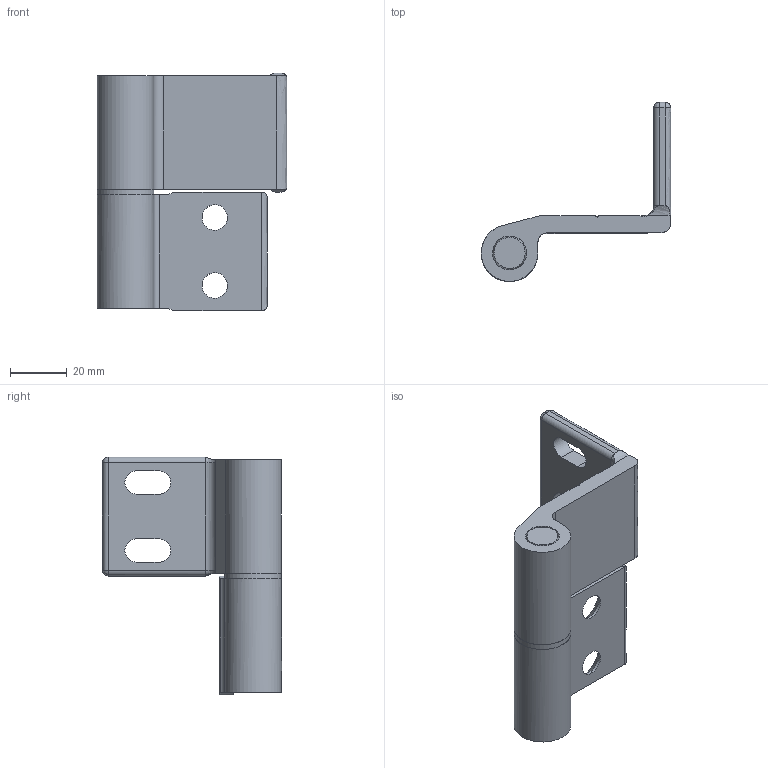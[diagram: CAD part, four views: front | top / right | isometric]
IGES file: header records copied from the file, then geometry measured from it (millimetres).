
Global section: file name: SZ8014N; native system: Autodesk Inventor 2015; preprocessor: unknown; author: Kaa; date: 20151118.085117; units: millimetre
Bounding box: 66.9 x 63.2 x 84 mm (x, y, z)
Volume: 55339.8 mm3; surface area: 24897.2 mm2
Topology: 4 solids, 4 shells, 83 faces, 213 edges, 134 vertices
Faces by surface type: bspline 83
